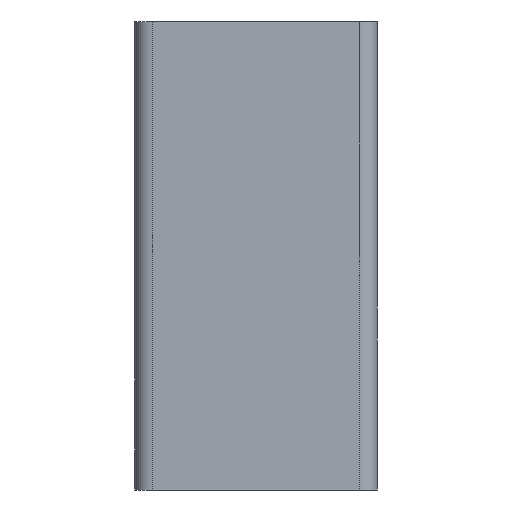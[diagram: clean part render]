
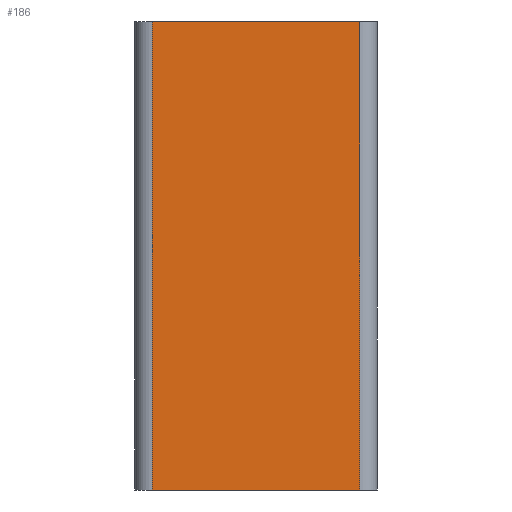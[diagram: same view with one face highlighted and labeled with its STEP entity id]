
A CAD part, left-side view. The second image highlights one B-rep face of the part: STEP entity #186.
In plain terms, the highlighted planar face has unit normal (-1, 0, 0).
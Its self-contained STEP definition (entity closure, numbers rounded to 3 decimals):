
#186 = ADVANCED_FACE ( 'NONE', ( #824 ), #834, .F. ) ;
#254 = EDGE_CURVE ( 'NONE', #547, #540, #1567, .T. ) ;
#256 = EDGE_CURVE ( 'NONE', #540, #544, #1576, .T. ) ;
#257 = EDGE_CURVE ( 'NONE', #549, #544, #1584, .T. ) ;
#258 = EDGE_CURVE ( 'NONE', #547, #549, #1579, .T. ) ;
#344 = EDGE_LOOP ( 'NONE', ( #439, #440, #441, #442 ) ) ;
#439 = ORIENTED_EDGE ( 'NONE', *, *, #256, .T. ) ;
#440 = ORIENTED_EDGE ( 'NONE', *, *, #257, .F. ) ;
#441 = ORIENTED_EDGE ( 'NONE', *, *, #258, .F. ) ;
#442 = ORIENTED_EDGE ( 'NONE', *, *, #254, .T. ) ;
#540 = VERTEX_POINT ( 'NONE', #1678 ) ;
#544 = VERTEX_POINT ( 'NONE', #1682 ) ;
#547 = VERTEX_POINT ( 'NONE', #1685 ) ;
#549 = VERTEX_POINT ( 'NONE', #1687 ) ;
#824 = FACE_OUTER_BOUND ( 'NONE', #344, .T. ) ;
#834 = PLANE ( 'NONE',  #1027 ) ;
#835 = CARTESIAN_POINT ( 'NONE',  ( -80., 5., 67.5 ) ) ;
#836 = DIRECTION ( 'NONE',  ( 1., 0., 0. ) ) ;
#837 = DIRECTION ( 'NONE',  ( 0., 0., -1. ) ) ;
#1027 = AXIS2_PLACEMENT_3D ( 'NONE', #835, #836, #837 ) ;
#1557 = CARTESIAN_POINT ( 'NONE',  ( -80., 65., 67.5 ) ) ;
#1567 = LINE ( 'NONE', #1557, #1799 ) ;
#1572 = CARTESIAN_POINT ( 'NONE',  ( -80., 5., -67.5 ) ) ;
#1576 = LINE ( 'NONE', #1572, #1802 ) ;
#1577 = DIRECTION ( 'NONE',  ( 0., 0., -1. ) ) ;
#1579 = LINE ( 'NONE', #1588, #1801 ) ;
#1583 = DIRECTION ( 'NONE',  ( 0., -1., 0. ) ) ;
#1584 = LINE ( 'NONE', #1586, #1804 ) ;
#1586 = CARTESIAN_POINT ( 'NONE',  ( -80., 5., 67.5 ) ) ;
#1587 = DIRECTION ( 'NONE',  ( 0., 0., -1. ) ) ;
#1588 = CARTESIAN_POINT ( 'NONE',  ( -80., 5., 67.5 ) ) ;
#1589 = DIRECTION ( 'NONE',  ( 0., -1., 0. ) ) ;
#1678 = CARTESIAN_POINT ( 'NONE',  ( -80., 65., -67.5 ) ) ;
#1682 = CARTESIAN_POINT ( 'NONE',  ( -80., 5., -67.5 ) ) ;
#1685 = CARTESIAN_POINT ( 'NONE',  ( -80., 65., 67.5 ) ) ;
#1687 = CARTESIAN_POINT ( 'NONE',  ( -80., 5., 67.5 ) ) ;
#1799 = VECTOR ( 'NONE', #1577, 1000. ) ;
#1801 = VECTOR ( 'NONE', #1589, 1000. ) ;
#1802 = VECTOR ( 'NONE', #1583, 1000. ) ;
#1804 = VECTOR ( 'NONE', #1587, 1000. ) ;
